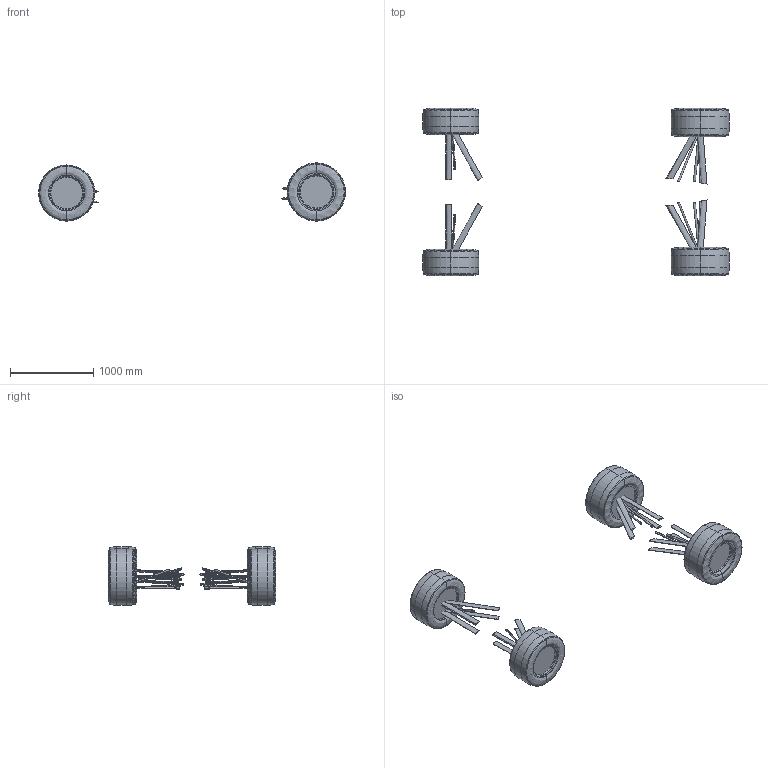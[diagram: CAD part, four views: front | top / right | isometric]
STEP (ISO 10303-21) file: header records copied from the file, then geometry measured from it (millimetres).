
FILE_DESCRIPTION(('STEP AP214'),'1');
FILE_NAME('cfd_parts.stp','2018-07-09T08:58:52',(' '),(' '),'Spatial InterOp 3D',' ',' ');
FILE_SCHEMA(('AUTOMOTIVE_DESIGN { 1 0 10303 214 1 1 1 1 }'));
Length unit declared in the file: metre
Products named in the file (7): cfd_parts; Wheel_RL; Wheel_RR; Wheel_FL; Wheel_FR; Front_suspension_CFD; Rear_sispension_CFD
Assembly tree (6 placements, depth 2):
  cfd_parts
    Wheel_RL
    Wheel_RR
    Wheel_FL
    Wheel_FR
    Front_suspension_CFD
    Rear_sispension_CFD
Bounding box: 3687.5 x 2011.84 x 700 mm (x, y, z)
Volume: 426868800 mm3; surface area: 7656684 mm2
Topology: 26 solids, 26 shells, 192 faces, 340 edges, 212 vertices
Faces by surface type: plane 58, bspline 50, revolution 32, cylinder 28, torus 16, cone 8
Entity records: 13371 total; most frequent: CARTESIAN_POINT 8091, ORIENTED_EDGE 680, DIRECTION 590, EDGE_CURVE 340, AXIS2_PLACEMENT_3D 245, PRESENTATION_STYLE_ASSIGNMENT 222, COLOUR_RGB 222, STYLED_ITEM 218
